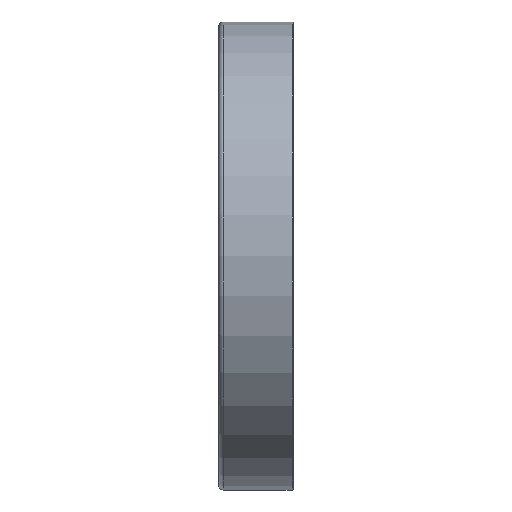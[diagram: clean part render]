
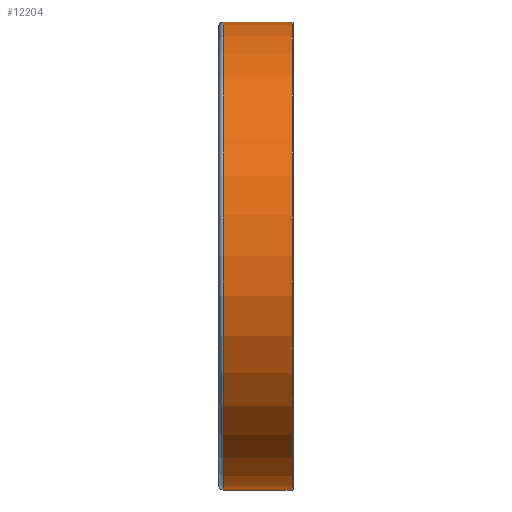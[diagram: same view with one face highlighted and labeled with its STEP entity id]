
A CAD part, top view. The second image highlights one B-rep face of the part: STEP entity #12204.
In plain terms, the highlighted cylindrical face has radius 50 mm (diameter 100 mm), a partial arc.
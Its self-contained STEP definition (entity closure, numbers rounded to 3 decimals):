
#3067=CARTESIAN_POINT('',(-7.,0.,0.));
#3068=DIRECTION('',(1.,0.,0.));
#3069=DIRECTION('',(0.,1.,0.));
#3070=AXIS2_PLACEMENT_3D('',#3067,#3068,#3069);
#3075=CARTESIAN_POINT('',(7.7,0.,0.));
#3076=DIRECTION('',(1.,0.,0.));
#3077=DIRECTION('',(0.,1.,0.));
#3078=AXIS2_PLACEMENT_3D('',#3075,#3076,#3077);
#3091=DIRECTION('',(-1.,0.,0.));
#3092=VECTOR('',#3091,14.7);
#3093=CARTESIAN_POINT('',(7.7,-50.,0.));
#3094=LINE('',#3093,#3092);
#3106=DIRECTION('',(-1.,0.,0.));
#3107=VECTOR('',#3106,14.7);
#3108=CARTESIAN_POINT('',(7.7,50.,0.));
#3109=LINE('',#3108,#3107);
#9430=CARTESIAN_POINT('',(-7.,50.,0.));
#9431=CARTESIAN_POINT('',(-7.,-50.,0.));
#9432=VERTEX_POINT('',#9430);
#9433=VERTEX_POINT('',#9431);
#9434=CARTESIAN_POINT('',(7.7,50.,0.));
#9435=CARTESIAN_POINT('',(7.7,-50.,0.));
#9436=VERTEX_POINT('',#9434);
#9437=VERTEX_POINT('',#9435);
#12190=CARTESIAN_POINT('',(-8.8,0.,0.));
#12191=DIRECTION('',(1.,0.,0.));
#12192=DIRECTION('',(0.,-1.,0.));
#12193=AXIS2_PLACEMENT_3D('',#12190,#12191,#12192);
#12194=CYLINDRICAL_SURFACE('',#12193,50.);
#12195=ORIENTED_EDGE('',*,*,#12180,.F.);
#12197=ORIENTED_EDGE('',*,*,#12196,.F.);
#12199=ORIENTED_EDGE('',*,*,#12198,.T.);
#12201=ORIENTED_EDGE('',*,*,#12200,.T.);
#12202=EDGE_LOOP('',(#12195,#12197,#12199,#12201));
#12203=FACE_OUTER_BOUND('',#12202,.F.);
#3071=CIRCLE('',#3070,50.);
#3079=CIRCLE('',#3078,50.);
#12180=EDGE_CURVE('',#9432,#9433,#3071,.T.);
#12196=EDGE_CURVE('',#9436,#9432,#3109,.T.);
#12198=EDGE_CURVE('',#9436,#9437,#3079,.T.);
#12200=EDGE_CURVE('',#9437,#9433,#3094,.T.);
#12204=ADVANCED_FACE('',(#12203),#12194,.T.);
